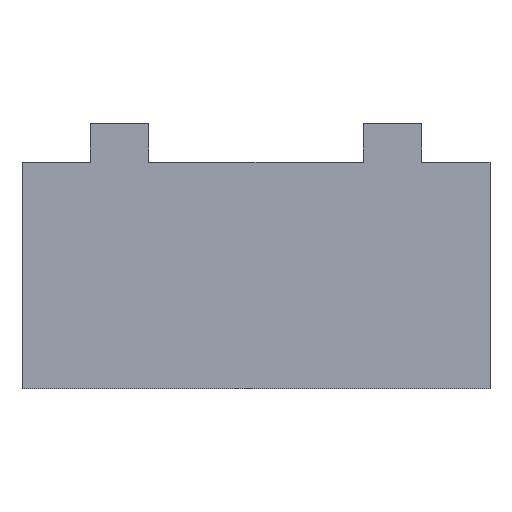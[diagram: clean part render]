
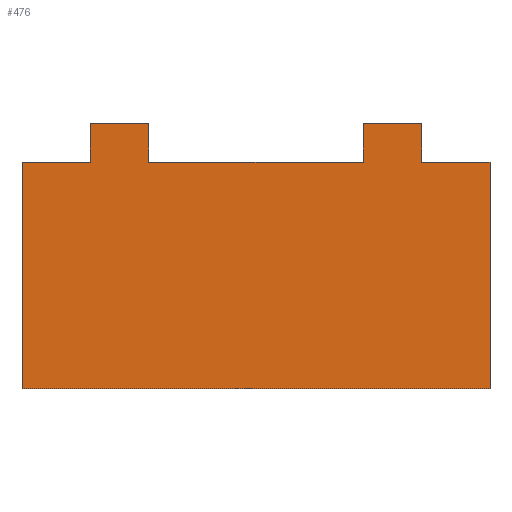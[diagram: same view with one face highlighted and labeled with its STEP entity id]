
A CAD part, top view. The second image highlights one B-rep face of the part: STEP entity #476.
In plain terms, the highlighted planar face has unit normal (0, 0, 1).
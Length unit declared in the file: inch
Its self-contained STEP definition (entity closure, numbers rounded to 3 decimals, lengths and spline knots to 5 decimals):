
#70=CARTESIAN_POINT('',(-3.,8.5,0.));
#71=VERTEX_POINT('',#70);
#72=CARTESIAN_POINT('',(-3.,5.6,0.));
#73=VERTEX_POINT('',#72);
#74=CARTESIAN_POINT('',(-3.,8.5,0.));
#75=DIRECTION('',(0.,-1.,0.));
#76=VECTOR('',#75,2.9);
#77=LINE('',#74,#76);
#78=EDGE_CURVE('',#71,#73,#77,.T.);
#110=CARTESIAN_POINT('',(-2.125,8.5,0.));
#111=VERTEX_POINT('',#110);
#112=CARTESIAN_POINT('',(-2.125,8.5,0.));
#113=DIRECTION('',(-1.,0.,0.));
#114=VECTOR('',#113,0.875);
#115=LINE('',#112,#114);
#116=EDGE_CURVE('',#111,#71,#115,.T.);
#141=CARTESIAN_POINT('',(-2.125,9.,0.));
#142=VERTEX_POINT('',#141);
#143=CARTESIAN_POINT('',(-2.125,9.,0.));
#144=DIRECTION('',(0.,-1.,0.));
#145=VECTOR('',#144,0.5);
#146=LINE('',#143,#145);
#147=EDGE_CURVE('',#142,#111,#146,.T.);
#172=CARTESIAN_POINT('',(-1.375,9.,0.));
#173=VERTEX_POINT('',#172);
#174=CARTESIAN_POINT('',(-1.375,9.,0.));
#175=DIRECTION('',(-1.,0.,0.));
#176=VECTOR('',#175,0.75);
#177=LINE('',#174,#176);
#178=EDGE_CURVE('',#173,#142,#177,.T.);
#203=CARTESIAN_POINT('',(-1.375,8.5,0.));
#204=VERTEX_POINT('',#203);
#205=CARTESIAN_POINT('',(-1.375,8.5,0.));
#206=DIRECTION('',(0.,1.,0.));
#207=VECTOR('',#206,0.5);
#208=LINE('',#205,#207);
#209=EDGE_CURVE('',#204,#173,#208,.T.);
#234=CARTESIAN_POINT('',(1.375,8.5,0.));
#235=VERTEX_POINT('',#234);
#236=CARTESIAN_POINT('',(1.375,8.5,0.));
#237=DIRECTION('',(-1.,0.,0.));
#238=VECTOR('',#237,2.75);
#239=LINE('',#236,#238);
#240=EDGE_CURVE('',#235,#204,#239,.T.);
#265=CARTESIAN_POINT('',(1.375,9.,0.));
#266=VERTEX_POINT('',#265);
#267=CARTESIAN_POINT('',(1.375,9.,0.));
#268=DIRECTION('',(0.,-1.,0.));
#269=VECTOR('',#268,0.5);
#270=LINE('',#267,#269);
#271=EDGE_CURVE('',#266,#235,#270,.T.);
#296=CARTESIAN_POINT('',(2.125,9.,0.));
#297=VERTEX_POINT('',#296);
#298=CARTESIAN_POINT('',(2.125,9.,0.));
#299=DIRECTION('',(-1.,0.,0.));
#300=VECTOR('',#299,0.75);
#301=LINE('',#298,#300);
#302=EDGE_CURVE('',#297,#266,#301,.T.);
#327=CARTESIAN_POINT('',(2.125,8.5,0.));
#328=VERTEX_POINT('',#327);
#329=CARTESIAN_POINT('',(2.125,8.5,0.));
#330=DIRECTION('',(0.,1.,0.));
#331=VECTOR('',#330,0.5);
#332=LINE('',#329,#331);
#333=EDGE_CURVE('',#328,#297,#332,.T.);
#358=CARTESIAN_POINT('',(3.,8.5,0.));
#359=VERTEX_POINT('',#358);
#360=CARTESIAN_POINT('',(3.,8.5,0.));
#361=DIRECTION('',(-1.,0.,0.));
#362=VECTOR('',#361,0.875);
#363=LINE('',#360,#362);
#364=EDGE_CURVE('',#359,#328,#363,.T.);
#389=CARTESIAN_POINT('',(3.,5.6,0.));
#390=VERTEX_POINT('',#389);
#391=CARTESIAN_POINT('',(3.,5.6,0.));
#392=DIRECTION('',(0.,1.,0.));
#393=VECTOR('',#392,2.9);
#394=LINE('',#391,#393);
#395=EDGE_CURVE('',#390,#359,#394,.T.);
#420=CARTESIAN_POINT('',(-3.,5.6,0.));
#421=DIRECTION('',(1.,0.,-0.));
#422=VECTOR('',#421,6.);
#423=LINE('',#420,#422);
#424=EDGE_CURVE('',#73,#390,#423,.T.);
#457=CARTESIAN_POINT('',(-3.,5.6,0.));
#458=DIRECTION('',(0.,0.,1.));
#459=DIRECTION('',(1.,0.,0.));
#460=AXIS2_PLACEMENT_3D('',#457,#458,#459);
#461=PLANE('',#460);
#462=ORIENTED_EDGE('',*,*,#78,.T.);
#463=ORIENTED_EDGE('',*,*,#424,.T.);
#464=ORIENTED_EDGE('',*,*,#395,.T.);
#465=ORIENTED_EDGE('',*,*,#364,.T.);
#466=ORIENTED_EDGE('',*,*,#333,.T.);
#467=ORIENTED_EDGE('',*,*,#302,.T.);
#468=ORIENTED_EDGE('',*,*,#271,.T.);
#469=ORIENTED_EDGE('',*,*,#240,.T.);
#470=ORIENTED_EDGE('',*,*,#209,.T.);
#471=ORIENTED_EDGE('',*,*,#178,.T.);
#472=ORIENTED_EDGE('',*,*,#147,.T.);
#473=ORIENTED_EDGE('',*,*,#116,.T.);
#474=EDGE_LOOP('',(#462,#463,#464,#465,#466,#467,#468,#469,#470,#471,#472,#473));
#475=FACE_BOUND('',#474,.T.);
#476=ADVANCED_FACE('',(#475),#461,.T.);
